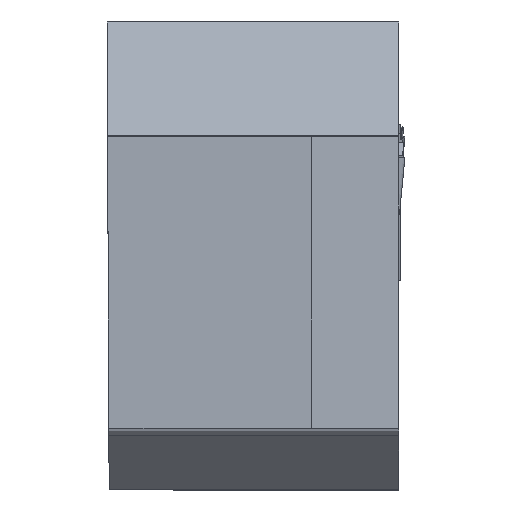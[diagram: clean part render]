
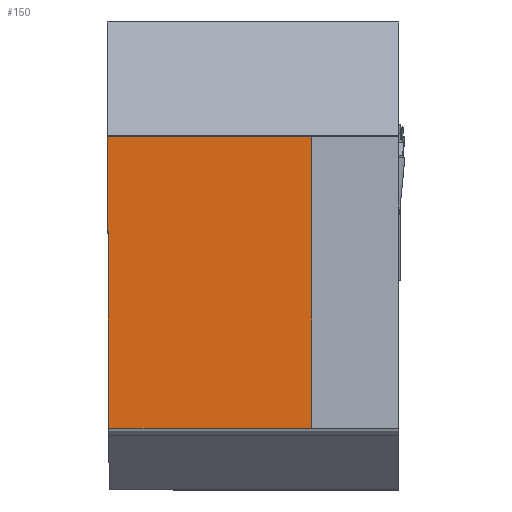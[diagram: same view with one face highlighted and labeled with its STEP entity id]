
A CAD part, top view. The second image highlights one B-rep face of the part: STEP entity #150.
In plain terms, the highlighted planar face has unit normal (0, 0, 1).
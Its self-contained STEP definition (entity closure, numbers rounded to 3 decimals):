
#150=ADVANCED_FACE('BLANK_BOXF006',(#301),#242,.T.);
#242=PLANE('',#2015);
#301=FACE_OUTER_BOUND('',#395,.T.);
#395=EDGE_LOOP('',(#660,#661,#662,#663));
#660=ORIENTED_EDGE('',*,*,#1338,.T.);
#661=ORIENTED_EDGE('',*,*,#1312,.T.);
#662=ORIENTED_EDGE('',*,*,#1339,.F.);
#663=ORIENTED_EDGE('',*,*,#1340,.F.);
#1136=VERTEX_POINT('',#2580);
#1137=VERTEX_POINT('',#2582);
#1151=VERTEX_POINT('',#2646);
#1152=VERTEX_POINT('',#2648);
#1312=EDGE_CURVE('',#1137,#1136,#1569,.T.);
#1338=EDGE_CURVE('',#1151,#1137,#1591,.T.);
#1339=EDGE_CURVE('',#1152,#1136,#1592,.T.);
#1340=EDGE_CURVE('',#1151,#1152,#1593,.T.);
#1569=LINE('',#2581,#1756);
#1591=LINE('',#2645,#1778);
#1592=LINE('',#2647,#1779);
#1593=LINE('',#2649,#1780);
#1756=VECTOR('',#2145,1.);
#1778=VECTOR('',#2191,1.);
#1779=VECTOR('',#2192,1.);
#1780=VECTOR('',#2193,1.);
#2015=AXIS2_PLACEMENT_3D('',#2650,#2194,#2195);
#2145=DIRECTION('',(0.004,-1.,0.));
#2191=DIRECTION('',(-1.,0.,0.));
#2192=DIRECTION('',(-1.,0.,0.));
#2193=DIRECTION('',(0.,-1.,0.));
#2194=DIRECTION('',(0.,0.,1.));
#2195=DIRECTION('',(1.,0.,0.));
#2580=CARTESIAN_POINT('',(0.043,0.,0.));
#2581=CARTESIAN_POINT('',(-0.022,15.021,0.));
#2582=CARTESIAN_POINT('',(0.,9.925,0.));
#2645=CARTESIAN_POINT('',(-22.,9.925,0.));
#2646=CARTESIAN_POINT('',(6.951,9.925,0.));
#2647=CARTESIAN_POINT('',(-22.,0.,0.));
#2648=CARTESIAN_POINT('',(6.951,0.,0.));
#2649=CARTESIAN_POINT('',(6.951,0.,0.));
#2650=CARTESIAN_POINT('',(-22.,14.925,0.));
